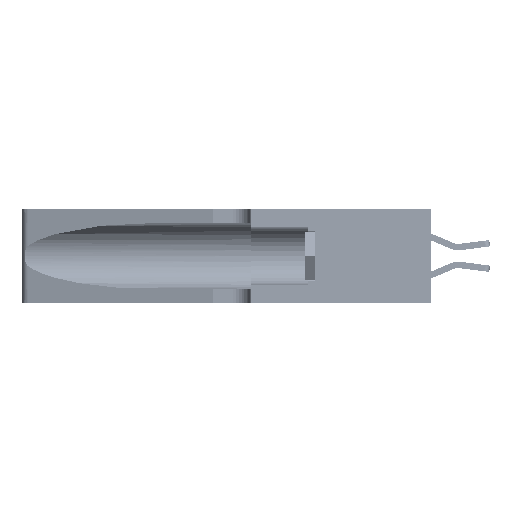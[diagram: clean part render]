
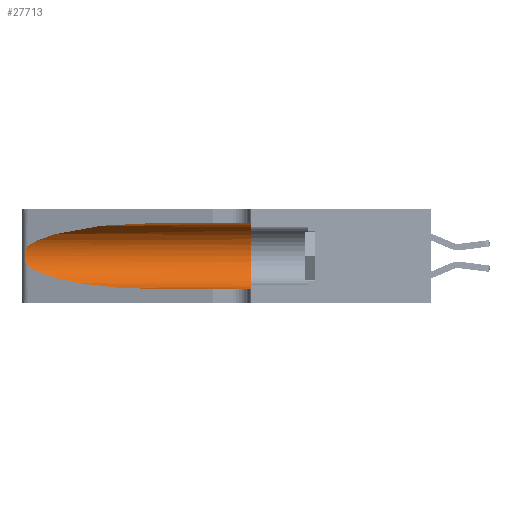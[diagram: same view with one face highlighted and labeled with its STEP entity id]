
A CAD part, left-side view. The second image highlights one B-rep face of the part: STEP entity #27713.
In plain terms, the highlighted cylindrical face has radius 3.308 mm (diameter 6.617 mm), a partial arc.
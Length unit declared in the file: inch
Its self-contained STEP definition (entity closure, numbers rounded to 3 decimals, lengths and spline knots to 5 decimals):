
#3 = CARTESIAN_POINT ( 'NONE',  ( 0.25789, 1.23486, 0.15765 ) ) ;
#178 = CARTESIAN_POINT ( 'NONE',  ( 0.1305, 1.61858, 0.31525 ) ) ;
#520 = FACE_OUTER_BOUND ( 'NONE', #41263, .T. ) ;
#1582 = VERTEX_POINT ( 'NONE', #37338 ) ;
#3636 = CARTESIAN_POINT ( 'NONE',  ( 0.26018, 1.23835, 0.19895 ) ) ;
#4286 = DIRECTION ( 'NONE',  ( 0., -1., 0. ) ) ;
#4506 = VERTEX_POINT ( 'NONE', #21365 ) ;
#5865 = EDGE_CURVE ( 'NONE', #23713, #6160, #31123, .T. ) ;
#6160 = VERTEX_POINT ( 'NONE', #33801 ) ;
#6797 = CIRCLE ( 'NONE', #7961, 0.13025 ) ;
#6914 = CARTESIAN_POINT ( 'NONE',  ( 0.1305, 0.35, 0.185 ) ) ;
#7419 = CARTESIAN_POINT ( 'NONE',  ( 0.26075, 1.23896, 0.19203 ) ) ;
#7961 = AXIS2_PLACEMENT_3D ( 'NONE', #6914, #28150, #39346 ) ;
#10838 = VECTOR ( 'NONE', #28819, 39.37008 ) ;
#11051 = CARTESIAN_POINT ( 'NONE',  ( 0.25555, 1.22993, 0.14849 ) ) ;
#11349 = CARTESIAN_POINT ( 'NONE',  ( 0.25787, 1.23484, 0.2124 ) ) ;
#11493 = CARTESIAN_POINT ( 'NONE',  ( 0.25854, 1.2359, 0.20912 ) ) ;
#11592 = VERTEX_POINT ( 'NONE', #28415 ) ;
#12252 = CARTESIAN_POINT ( 'NONE',  ( 0.25487, 1.22718, 0.14631 ) ) ;
#12464 = DIRECTION ( 'NONE',  ( 0., 0., -1. ) ) ;
#12847 = EDGE_CURVE ( 'NONE', #11592, #26269, #14966, .T. ) ;
#13409 = ORIENTED_EDGE ( 'NONE', *, *, #22512, .T. ) ;
#14821 = CARTESIAN_POINT ( 'NONE',  ( 0.25856, 1.23593, 0.16098 ) ) ;
#14966 = B_SPLINE_CURVE_WITH_KNOTS ( 'NONE', 3,
 ( #28790, #36353, #28948, #11349, #11493, #3636, #7419, #36499, #22151, #14821, #3, #36648, #11051, #15116 ),
 .UNSPECIFIED., .F., .F.,
 ( 4, 2, 2, 2, 2, 2, 4 ),
 ( 0., 0.00027, 0.00053, 0.00107, 0.0016, 0.00187, 0.00214 ),
 .UNSPECIFIED. ) ;
#15116 = CARTESIAN_POINT ( 'NONE',  ( 0.25487, 1.22718, 0.14631 ) ) ;
#15184 = CYLINDRICAL_SURFACE ( 'NONE', #41482, 0.13025 ) ;
#15525 = EDGE_CURVE ( 'NONE', #4506, #1582, #41759, .T. ) ;
#16119 = ORIENTED_EDGE ( 'NONE', *, *, #5865, .T. ) ;
#16224 = CARTESIAN_POINT ( 'NONE',  ( 0.18966, 0.96281, 0.05475 ) ) ;
#19171 = CARTESIAN_POINT ( 'NONE',  ( 0.25487, 1.22718, 0.22369 ) ) ;
#20398 = EDGE_CURVE ( 'NONE', #1582, #6160, #6797, .T. ) ;
#20410 =( BOUNDED_CURVE ( )  B_SPLINE_CURVE ( 3, ( #44231, #36958, #29552, #19171 ),
 .UNSPECIFIED., .F., .F. ) 
 B_SPLINE_CURVE_WITH_KNOTS ( ( 4, 4 ),
 ( 1.5708, 2.84003 ),
 .UNSPECIFIED. ) 
 CURVE ( )  GEOMETRIC_REPRESENTATION_ITEM ( )  RATIONAL_B_SPLINE_CURVE ( ( 1., 0.87, 0.87, 1. ) ) 
 REPRESENTATION_ITEM ( '' )  );
#21365 = CARTESIAN_POINT ( 'NONE',  ( 0.1305, 0.72297, 0.31525 ) ) ;
#22151 = CARTESIAN_POINT ( 'NONE',  ( 0.26017, 1.23833, 0.17102 ) ) ;
#22512 = EDGE_CURVE ( 'NONE', #4506, #11592, #20410, .T. ) ;
#23094 = ORIENTED_EDGE ( 'NONE', *, *, #23265, .T. ) ;
#23265 = EDGE_CURVE ( 'NONE', #26269, #23713, #42368, .T. ) ;
#23475 = ORIENTED_EDGE ( 'NONE', *, *, #15525, .F. ) ;
#23713 = VERTEX_POINT ( 'NONE', #33056 ) ;
#24734 = ORIENTED_EDGE ( 'NONE', *, *, #12847, .T. ) ;
#25191 = CARTESIAN_POINT ( 'NONE',  ( 0.1305, 1.61858, 0.05475 ) ) ;
#26269 = VERTEX_POINT ( 'NONE', #12252 ) ;
#26602 = CARTESIAN_POINT ( 'NONE',  ( 0.1305, 1.61858, 0.185 ) ) ;
#27713 = ADVANCED_FACE ( 'NONE', ( #520 ), #15184, .F. ) ;
#28150 = DIRECTION ( 'NONE',  ( 0., 1., 0. ) ) ;
#28415 = CARTESIAN_POINT ( 'NONE',  ( 0.25487, 1.22718, 0.22369 ) ) ;
#28765 = VECTOR ( 'NONE', #4286, 39.37008 ) ;
#28790 = CARTESIAN_POINT ( 'NONE',  ( 0.25487, 1.22718, 0.22369 ) ) ;
#28819 = DIRECTION ( 'NONE',  ( 0., -1., 0. ) ) ;
#28948 = CARTESIAN_POINT ( 'NONE',  ( 0.25639, 1.23184, 0.21858 ) ) ;
#29552 = CARTESIAN_POINT ( 'NONE',  ( 0.2373, 1.15595, 0.28018 ) ) ;
#30539 = CARTESIAN_POINT ( 'NONE',  ( 0.2373, 1.15595, 0.08982 ) ) ;
#31123 = LINE ( 'NONE', #25191, #10838 ) ;
#33056 = CARTESIAN_POINT ( 'NONE',  ( 0.1305, 0.72297, 0.05475 ) ) ;
#33801 = CARTESIAN_POINT ( 'NONE',  ( 0.1305, 0.35, 0.05475 ) ) ;
#36353 = CARTESIAN_POINT ( 'NONE',  ( 0.25555, 1.22994, 0.2215 ) ) ;
#36499 = CARTESIAN_POINT ( 'NONE',  ( 0.26075, 1.23896, 0.178 ) ) ;
#36648 = CARTESIAN_POINT ( 'NONE',  ( 0.25639, 1.23186, 0.15144 ) ) ;
#36958 = CARTESIAN_POINT ( 'NONE',  ( 0.18966, 0.96281, 0.31525 ) ) ;
#37338 = CARTESIAN_POINT ( 'NONE',  ( 0.1305, 0.35, 0.31525 ) ) ;
#37937 = CARTESIAN_POINT ( 'NONE',  ( 0.25487, 1.22718, 0.14631 ) ) ;
#39346 = DIRECTION ( 'NONE',  ( 0., 0., 1. ) ) ;
#40800 = CARTESIAN_POINT ( 'NONE',  ( 0.1305, 0.72297, 0.05475 ) ) ;
#40897 = ORIENTED_EDGE ( 'NONE', *, *, #20398, .F. ) ;
#41263 = EDGE_LOOP ( 'NONE', ( #13409, #24734, #23094, #16119, #40897, #23475 ) ) ;
#41482 = AXIS2_PLACEMENT_3D ( 'NONE', #26602, #44734, #12464 ) ;
#41759 = LINE ( 'NONE', #178, #28765 ) ;
#42368 =( BOUNDED_CURVE ( )  B_SPLINE_CURVE ( 3, ( #37937, #30539, #16224, #40800 ),
 .UNSPECIFIED., .F., .F. ) 
 B_SPLINE_CURVE_WITH_KNOTS ( ( 4, 4 ),
 ( 3.44316, 4.71239 ),
 .UNSPECIFIED. ) 
 CURVE ( )  GEOMETRIC_REPRESENTATION_ITEM ( )  RATIONAL_B_SPLINE_CURVE ( ( 1., 0.87, 0.87, 1. ) ) 
 REPRESENTATION_ITEM ( '' )  );
#44231 = CARTESIAN_POINT ( 'NONE',  ( 0.1305, 0.72297, 0.31525 ) ) ;
#44734 = DIRECTION ( 'NONE',  ( 0., -1., 0. ) ) ;
